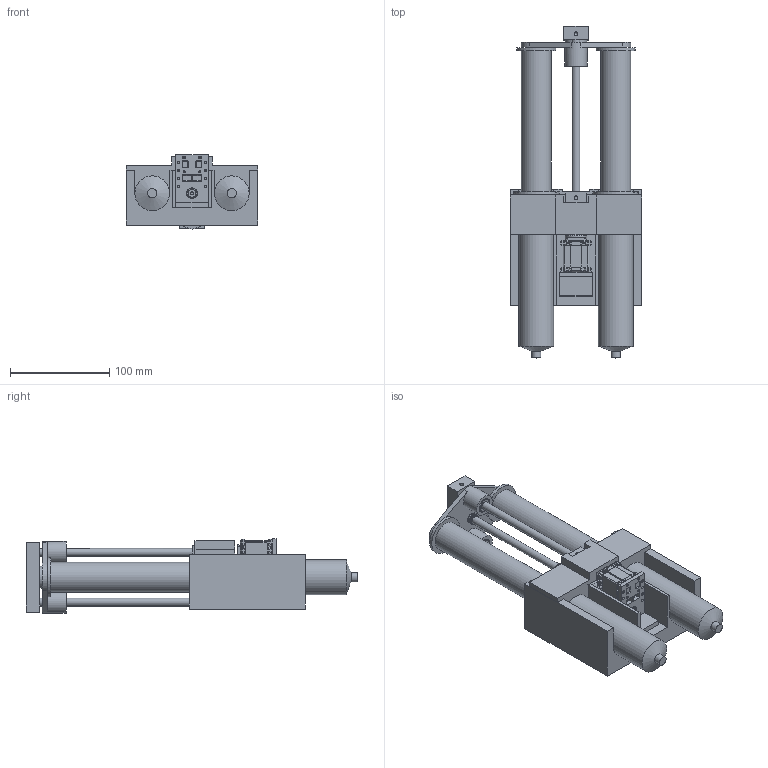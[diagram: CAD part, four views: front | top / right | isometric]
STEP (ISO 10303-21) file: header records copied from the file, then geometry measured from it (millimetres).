
FILE_DESCRIPTION(/* description */ (''),/* implementation_level */ '2;1');
FILE_NAME(/* name */ 'Strzykawki 100ml.step',/* time_stamp */ '2025-04-18T19:35:52+02:00',/* author */ (''),/* organization */ (''),/* preprocessor_version */ 'ST-DEVELOPER v20.1',/* originating_system */ 'Autodesk Translation Framework v14.4.0.0',/* authorisation */ '');
FILE_SCHEMA (('AUTOMOTIVE_DESIGN { 1 0 10303 214 3 1 1 }'));
Length unit declared in the file: millimetre
Products named in the file (26): Strzykawki 100; AX-12A v1; AX-12A-01; AX-12A-02; AX-12A-03; AX-12A-04; SetScrew; pan head cross recess screw_iso_ISO 7045 - M2.5 x 8 - Z --- 8C; LeadScrew Nut 8mm x 2mmPitch (1) v1; Sprzęgło śruba trapez
owa; Sprzęgło AX12; Złożenie strzykawki 100ml; Dół strzykawki; tłoczek; Złożenie strzykawki 100ml_1; Dół strzykawki_1; tłoczek_1; Łożysko 8x22x7; sruba trapezowa; gorne mocowanie prpwadnic; Popychacz do strzykawek; LM8UU; Obudowa; Prowadnice; obejma; uchwyt silnika
Assembly tree (31 placements, depth 3):
  Strzykawki 100
    AX-12A v1
      AX-12A-01
      AX-12A-02
      AX-12A-03
      AX-12A-04
      SetScrew  x4
      pan head cross recess screw_iso_ISO 7045 - M2.5 x 8 - Z --- 8C
    LeadScrew Nut 8mm x 2mmPitch (1) v1
    Sprzęgło śruba trapez
owa
    Sprzęgło AX12
    Złożenie strzykawki 100ml
      Dół strzykawki
      tłoczek
    Łożysko 8x22x7  x2
    Złożenie strzykawki 100ml_1
      Dół strzykawki_1
      tłoczek_1
    LM8UU  x2
    sruba trapezowa
    gorne mocowanie prpwadnic
    Popychacz do strzykawek
    Obudowa
    Prowadnice  x2
    obejma
    uchwyt silnika
Bounding box: 132.5 x 334 x 74.56 mm (x, y, z)
Volume: 1121586.1 mm3; surface area: 258692.9 mm2
Topology: 28 solids, 28 shells, 1136 faces, 2940 edges, 1886 vertices
Faces by surface type: plane 738, cylinder 270, cone 92, torus 15, bspline 12, sphere 9
Full cylindrical faces by diameter (mm): 1.2 x40, 1.6 x8, 1.7 x4, 1.8 x6, 2 x10, 2.4 x4, 2.5 x33, 3 x8, 3.3 x4, 3.5 x6, 3.6 x2, 4 x6, 5 x5, 5.5 x2, 6 x2, 6.5 x2, 8 x19, 9 x2, 9.5 x3, 10 x7, 10.2 x3, 10.8 x2, 13.4 x1, 15 x4, 18.2 x1, 21 x1, 22 x7, 23 x1, 29.154 x1, 30 x2
Entity records: 35040 total; most frequent: CARTESIAN_POINT 9655, ORIENTED_EDGE 5100, DIRECTION 5014, EDGE_CURVE 2550, LINE 1906, VECTOR 1906, VERTEX_POINT 1648, AXIS2_PLACEMENT_3D 1554
